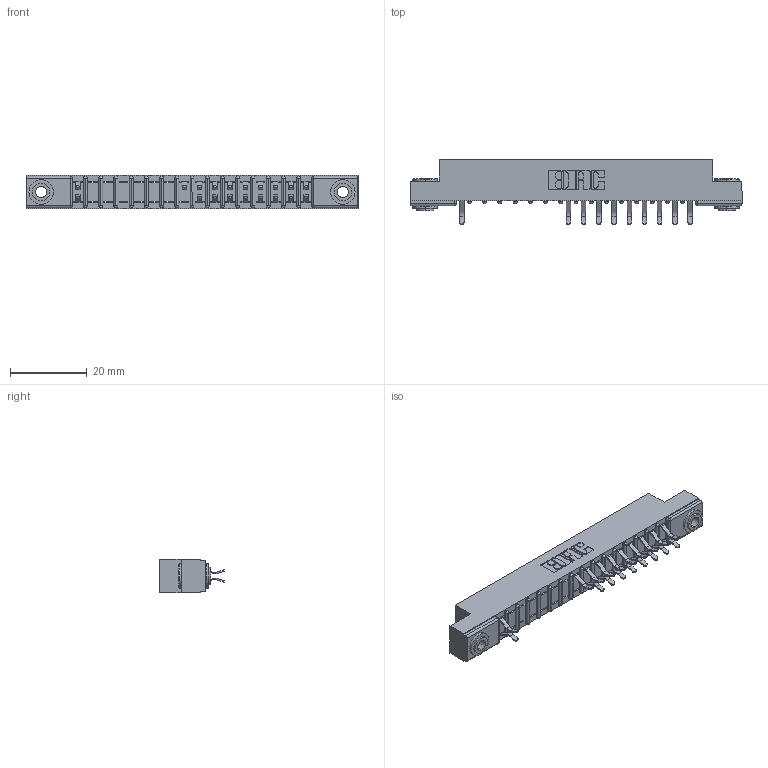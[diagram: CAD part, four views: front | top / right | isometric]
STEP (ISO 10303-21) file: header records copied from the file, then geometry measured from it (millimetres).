
FILE_DESCRIPTION (( 'STEP AP203' ), '1' );
FILE_NAME ('307-032-556-203.STEP', '2018-08-04T22:47:10', ( '' ), ( '' ), 'SwSTEP 2.0', 'SolidWorks 2016', '' );
FILE_SCHEMA (( 'CONFIG_CONTROL_DESIGN' ));
Length unit declared in the file: inch
Products named in the file (4): 307 Part_.156 Dia Mounting Holes; 307-290-001_556; 345-250-002_345-250-002-102; 307-032-556-203
Assembly tree (22 placements, depth 2):
  307-032-556-203
    307 Part_.156 Dia Mounting Holes
    307-290-001_556  x19
    345-250-002_345-250-002-102  x2
Bounding box: 86.41 x 16.97 x 8.71 mm (x, y, z)
Volume: 5482.4 mm3; surface area: 8604.7 mm2
Topology: 22 solids, 22 shells, 1267 faces, 3549 edges, 2290 vertices
Faces by surface type: plane 799, cylinder 426, sphere 34, cone 8
Entity records: 18187 total; most frequent: CARTESIAN_POINT 3020, ORIENTED_EDGE 2994, DIRECTION 2971, EDGE_CURVE 1497, VECTOR 1129, LINE 1129, VERTEX_POINT 970, AXIS2_PLACEMENT_3D 921
